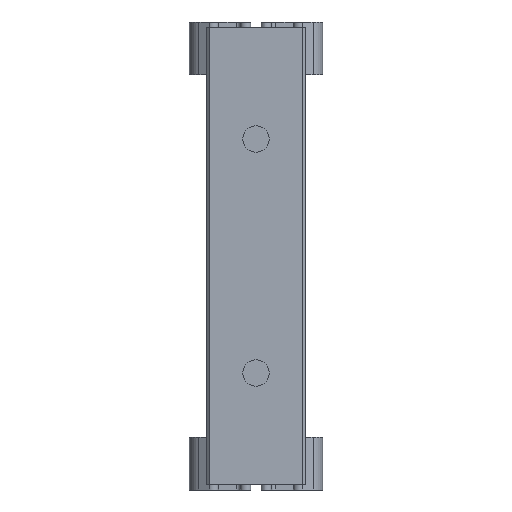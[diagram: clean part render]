
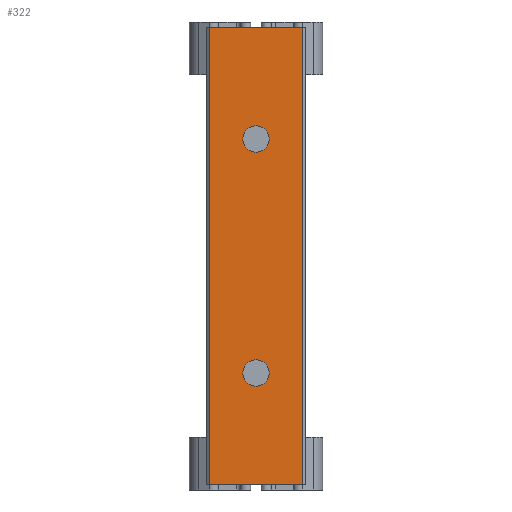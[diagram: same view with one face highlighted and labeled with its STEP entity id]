
A CAD part, front view. The second image highlights one B-rep face of the part: STEP entity #322.
In plain terms, the highlighted planar face has unit normal (0, -1, 0).
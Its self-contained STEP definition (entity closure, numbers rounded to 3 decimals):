
#322 = ADVANCED_FACE ( 'NONE', ( #4057, #4055, #4058 ), #1079, .T. ) ;
#1079 = PLANE ( 'NONE',  #1718 ) ;
#1080 = CARTESIAN_POINT ( 'NONE',  ( 16., 0., -156. ) ) ;
#1081 = DIRECTION ( 'NONE',  ( 0., -1., 0. ) ) ;
#1082 = DIRECTION ( 'NONE',  ( 0., 0., -1. ) ) ;
#1396 = CARTESIAN_POINT ( 'NONE',  ( 16., 0., -156. ) ) ;
#1610 = CARTESIAN_POINT ( 'NONE',  ( -16., 0., -156. ) ) ;
#1649 = CARTESIAN_POINT ( 'NONE',  ( -16., 0., 0. ) ) ;
#1718 = AXIS2_PLACEMENT_3D ( 'NONE', #1080, #1081, #1082 ) ;
#1837 = AXIS2_PLACEMENT_3D ( 'NONE', #2546, #2547, #2548 ) ;
#1839 = AXIS2_PLACEMENT_3D ( 'NONE', #2541, #2542, #2543 ) ;
#2126 = LINE ( 'NONE', #2524, #2132 ) ;
#2132 = VECTOR ( 'NONE', #2527, 1000. ) ;
#2133 = LINE ( 'NONE', #2538, #2141 ) ;
#2137 = LINE ( 'NONE', #2544, #2145 ) ;
#2140 = LINE ( 'NONE', #2537, #2142 ) ;
#2141 = VECTOR ( 'NONE', #2539, 1000. ) ;
#2142 = VECTOR ( 'NONE', #2540, 1000. ) ;
#2145 = VECTOR ( 'NONE', #2545, 1000. ) ;
#2146 = CIRCLE ( 'NONE', #1839, 4.5 ) ;
#2150 = CIRCLE ( 'NONE', #1837, 4.5 ) ;
#2436 = CARTESIAN_POINT ( 'NONE',  ( 16., 0., 0. ) ) ;
#2524 = CARTESIAN_POINT ( 'NONE',  ( 16., 0., 0. ) ) ;
#2527 = DIRECTION ( 'NONE',  ( 1., 0., 0. ) ) ;
#2537 = CARTESIAN_POINT ( 'NONE',  ( -16., 0., -156. ) ) ;
#2538 = CARTESIAN_POINT ( 'NONE',  ( 16., 0., -156. ) ) ;
#2539 = DIRECTION ( 'NONE',  ( 1., 0., 0. ) ) ;
#2540 = DIRECTION ( 'NONE',  ( 0., 0., 1. ) ) ;
#2541 = CARTESIAN_POINT ( 'NONE',  ( 0., 0., -38. ) ) ;
#2542 = DIRECTION ( 'NONE',  ( 0., 1., 0. ) ) ;
#2543 = DIRECTION ( 'NONE',  ( 0., 0., 1. ) ) ;
#2544 = CARTESIAN_POINT ( 'NONE',  ( 16., 0., -156. ) ) ;
#2545 = DIRECTION ( 'NONE',  ( 0., 0., 1. ) ) ;
#2546 = CARTESIAN_POINT ( 'NONE',  ( 0., 0., -118. ) ) ;
#2547 = DIRECTION ( 'NONE',  ( 0., 1., 0. ) ) ;
#2548 = DIRECTION ( 'NONE',  ( 0., 0., 1. ) ) ;
#2936 = VERTEX_POINT ( 'NONE', #2937 ) ;
#2937 = CARTESIAN_POINT ( 'NONE',  ( 0., 0., -33.5 ) ) ;
#2938 = VERTEX_POINT ( 'NONE', #2939 ) ;
#2939 = CARTESIAN_POINT ( 'NONE',  ( 0., 0., -113.5 ) ) ;
#3110 = ORIENTED_EDGE ( 'NONE', *, *, #4905, .F. ) ;
#3111 = ORIENTED_EDGE ( 'NONE', *, *, #4904, .T. ) ;
#3157 = ORIENTED_EDGE ( 'NONE', *, *, #4899, .F. ) ;
#3164 = ORIENTED_EDGE ( 'NONE', *, *, #4906, .T. ) ;
#3177 = ORIENTED_EDGE ( 'NONE', *, *, #4908, .T. ) ;
#3197 = ORIENTED_EDGE ( 'NONE', *, *, #4907, .T. ) ;
#3344 = VERTEX_POINT ( 'NONE', #1396 ) ;
#4055 = FACE_OUTER_BOUND ( 'NONE', #4614, .T. ) ;
#4057 = FACE_BOUND ( 'NONE', #4587, .T. ) ;
#4058 = FACE_BOUND ( 'NONE', #4607, .T. ) ;
#4062 = VERTEX_POINT ( 'NONE', #1610 ) ;
#4103 = VERTEX_POINT ( 'NONE', #1649 ) ;
#4147 = VERTEX_POINT ( 'NONE', #2436 ) ;
#4587 = EDGE_LOOP ( 'NONE', ( #3164 ) ) ;
#4607 = EDGE_LOOP ( 'NONE', ( #3177 ) ) ;
#4614 = EDGE_LOOP ( 'NONE', ( #3157, #3110, #3111, #3197 ) ) ;
#4899 = EDGE_CURVE ( 'NONE', #4103, #4147, #2126, .T. ) ;
#4904 = EDGE_CURVE ( 'NONE', #4062, #3344, #2133, .T. ) ;
#4905 = EDGE_CURVE ( 'NONE', #4062, #4103, #2140, .T. ) ;
#4906 = EDGE_CURVE ( 'NONE', #2936, #2936, #2146, .T. ) ;
#4907 = EDGE_CURVE ( 'NONE', #3344, #4147, #2137, .T. ) ;
#4908 = EDGE_CURVE ( 'NONE', #2938, #2938, #2150, .T. ) ;
